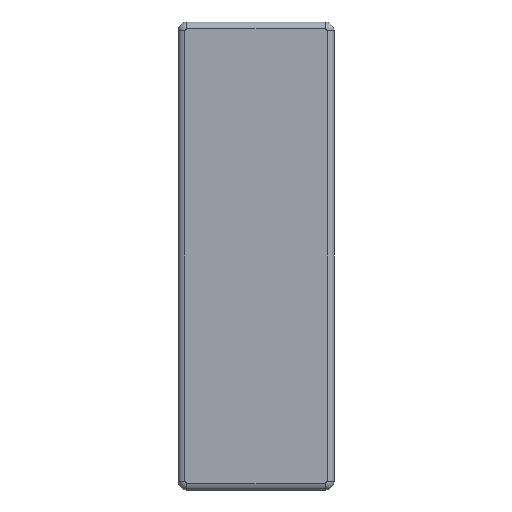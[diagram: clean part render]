
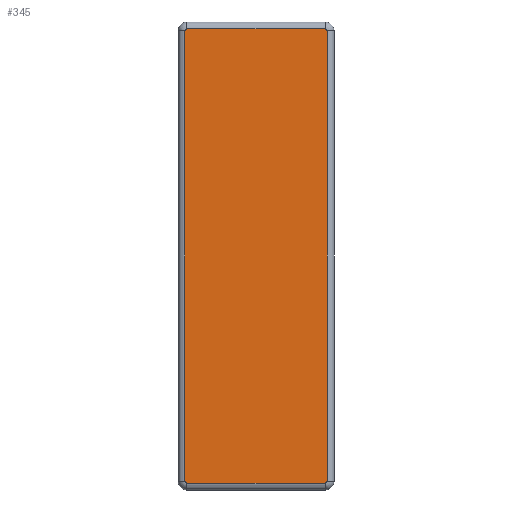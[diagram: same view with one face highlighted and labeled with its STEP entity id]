
A CAD part, front view. The second image highlights one B-rep face of the part: STEP entity #345.
In plain terms, the highlighted planar face has unit normal (0, -1, 0).
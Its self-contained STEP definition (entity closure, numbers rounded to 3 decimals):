
#189 = ORIENTED_EDGE ( 'NONE', *, *, #367, .T. ) ;
#279 = EDGE_CURVE ( 'NONE', #298, #299, #853, .T. ) ;
#280 = ORIENTED_EDGE ( 'NONE', *, *, #279, .F. ) ;
#282 = EDGE_LOOP ( 'NONE', ( #347, #337, #292, #300, #335, #287, #280, #189 ) ) ;
#287 = ORIENTED_EDGE ( 'NONE', *, *, #325, .T. ) ;
#292 = ORIENTED_EDGE ( 'NONE', *, *, #338, .F. ) ;
#297 = EDGE_CURVE ( 'NONE', #346, #302, #908, .T. ) ;
#298 = VERTEX_POINT ( 'NONE', #872 ) ;
#299 = VERTEX_POINT ( 'NONE', #909 ) ;
#300 = ORIENTED_EDGE ( 'NONE', *, *, #297, .T. ) ;
#301 = EDGE_CURVE ( 'NONE', #324, #302, #904, .T. ) ;
#302 = VERTEX_POINT ( 'NONE', #858 ) ;
#324 = VERTEX_POINT ( 'NONE', #977 ) ;
#325 = EDGE_CURVE ( 'NONE', #324, #299, #969, .T. ) ;
#335 = ORIENTED_EDGE ( 'NONE', *, *, #301, .F. ) ;
#336 = VERTEX_POINT ( 'NONE', #975 ) ;
#337 = ORIENTED_EDGE ( 'NONE', *, *, #341, .T. ) ;
#338 = EDGE_CURVE ( 'NONE', #346, #336, #943, .T. ) ;
#341 = EDGE_CURVE ( 'NONE', #343, #336, #1000, .T. ) ;
#342 = EDGE_CURVE ( 'NONE', #343, #344, #1001, .T. ) ;
#343 = VERTEX_POINT ( 'NONE', #953 ) ;
#344 = VERTEX_POINT ( 'NONE', #997 ) ;
#345 = ADVANCED_FACE ( 'NONE', ( #989 ), #949, .T. ) ;
#346 = VERTEX_POINT ( 'NONE', #988 ) ;
#347 = ORIENTED_EDGE ( 'NONE', *, *, #342, .F. ) ;
#367 = EDGE_CURVE ( 'NONE', #298, #344, #1021, .T. ) ;
#853 = CIRCLE ( 'NONE', #883, 0.5 ) ;
#858 = CARTESIAN_POINT ( 'NONE',  ( -20.5, 0., -65. ) ) ;
#871 = DIRECTION ( 'NONE',  ( 0., 0., -1. ) ) ;
#872 = CARTESIAN_POINT ( 'NONE',  ( 20.5, 0., -65. ) ) ;
#878 = CARTESIAN_POINT ( 'NONE',  ( 20., 0., -65. ) ) ;
#879 = DIRECTION ( 'NONE',  ( 0., 1., 0. ) ) ;
#883 = AXIS2_PLACEMENT_3D ( 'NONE', #878, #879, #871 ) ;
#899 = DIRECTION ( 'NONE',  ( 0., 0., -1. ) ) ;
#900 = DIRECTION ( 'NONE',  ( 0., 1., 0. ) ) ;
#901 = CARTESIAN_POINT ( 'NONE',  ( -20., 0., -65. ) ) ;
#902 = AXIS2_PLACEMENT_3D ( 'NONE', #901, #900, #899 ) ;
#904 = CIRCLE ( 'NONE', #902, 0.5 ) ;
#905 = DIRECTION ( 'NONE',  ( 0., 0., -1. ) ) ;
#906 = VECTOR ( 'NONE', #905, 1000. ) ;
#907 = CARTESIAN_POINT ( 'NONE',  ( -20.5, 0., -67.5 ) ) ;
#908 = LINE ( 'NONE', #907, #906 ) ;
#909 = CARTESIAN_POINT ( 'NONE',  ( 20., 0., -65.5 ) ) ;
#943 = CIRCLE ( 'NONE', #1006, 0.5 ) ;
#948 = CARTESIAN_POINT ( 'NONE',  ( 20., 0., 65. ) ) ;
#949 = PLANE ( 'NONE',  #1002 ) ;
#953 = CARTESIAN_POINT ( 'NONE',  ( 20., 0., 65.5 ) ) ;
#962 = CARTESIAN_POINT ( 'NONE',  ( -20., 0., 65. ) ) ;
#965 = DIRECTION ( 'NONE',  ( 1., 0., 0. ) ) ;
#966 = VECTOR ( 'NONE', #965, 1000. ) ;
#967 = CARTESIAN_POINT ( 'NONE',  ( 22.5, 0., -65.5 ) ) ;
#969 = LINE ( 'NONE', #967, #966 ) ;
#975 = CARTESIAN_POINT ( 'NONE',  ( -20., 0., 65.5 ) ) ;
#977 = CARTESIAN_POINT ( 'NONE',  ( -20., 0., -65.5 ) ) ;
#988 = CARTESIAN_POINT ( 'NONE',  ( -20.5, 0., 65. ) ) ;
#989 = FACE_OUTER_BOUND ( 'NONE', #282, .T. ) ;
#990 = DIRECTION ( 'NONE',  ( 0., 0., -1. ) ) ;
#991 = DIRECTION ( 'NONE',  ( 0., 0., -1. ) ) ;
#992 = DIRECTION ( 'NONE',  ( 0., 1., 0. ) ) ;
#993 = AXIS2_PLACEMENT_3D ( 'NONE', #948, #992, #991 ) ;
#994 = DIRECTION ( 'NONE',  ( 0., -1., 0. ) ) ;
#995 = CARTESIAN_POINT ( 'NONE',  ( -22.5, 0., -67.5 ) ) ;
#997 = CARTESIAN_POINT ( 'NONE',  ( 20.5, 0., 65. ) ) ;
#998 = DIRECTION ( 'NONE',  ( -1., 0., 0. ) ) ;
#999 = VECTOR ( 'NONE', #998, 1000. ) ;
#1000 = LINE ( 'NONE', #1008, #999 ) ;
#1001 = CIRCLE ( 'NONE', #993, 0.5 ) ;
#1002 = AXIS2_PLACEMENT_3D ( 'NONE', #995, #994, #990 ) ;
#1004 = DIRECTION ( 'NONE',  ( 0., 0., -1. ) ) ;
#1005 = DIRECTION ( 'NONE',  ( 0., 1., 0. ) ) ;
#1006 = AXIS2_PLACEMENT_3D ( 'NONE', #962, #1005, #1004 ) ;
#1008 = CARTESIAN_POINT ( 'NONE',  ( -22.5, 0., 65.5 ) ) ;
#1017 = DIRECTION ( 'NONE',  ( 0., 0., 1. ) ) ;
#1018 = VECTOR ( 'NONE', #1017, 1000. ) ;
#1019 = CARTESIAN_POINT ( 'NONE',  ( 20.5, 0., 67.5 ) ) ;
#1021 = LINE ( 'NONE', #1019, #1018 ) ;
